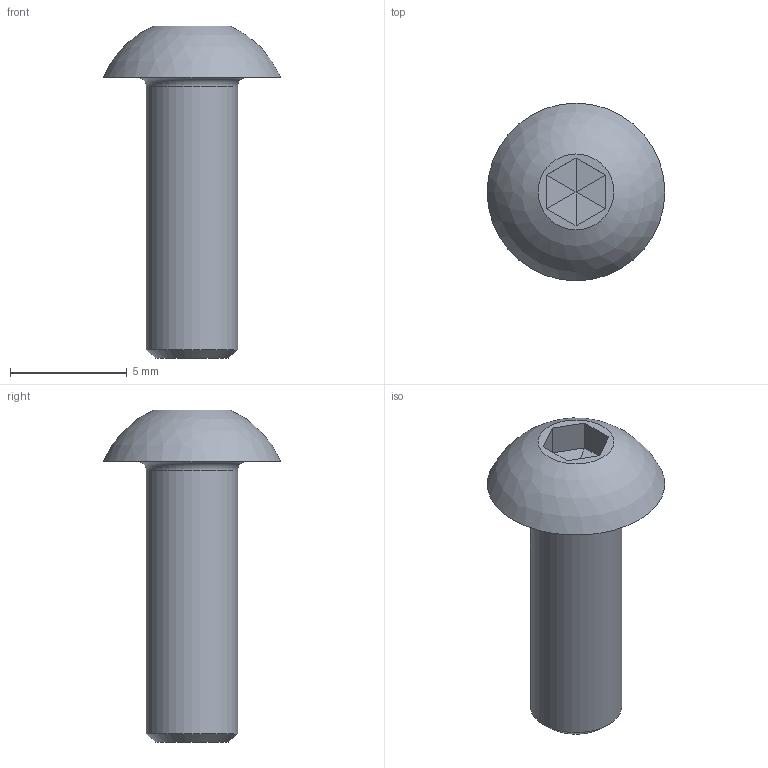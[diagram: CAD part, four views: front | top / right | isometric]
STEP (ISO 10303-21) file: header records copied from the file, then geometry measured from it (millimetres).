
FILE_DESCRIPTION(/* description */ (''),/* implementation_level */ '2;1');
FILE_NAME(/* name */ 'M4x12mm Socket Button Head.step',/* time_stamp */ '2026-01-14T13:07:50-05:00',/* author */ (''),/* organization */ (''),/* preprocessor_version */ 'ST-DEVELOPER v20.1',/* originating_system */ 'Autodesk Translation Framework v14.21.0.0',/* authorisation */ '');
FILE_SCHEMA (('AUTOMOTIVE_DESIGN { 1 0 10303 214 3 1 1 }'));
Length unit declared in the file: millimetre
Products named in the file (2): 2026-01-14-13-01-06-344; ISO 7380-1 - M4 x 12 Steel 4.6 Plain
Assembly tree (1 placements, depth 2):
  2026-01-14-13-01-06-344
    ISO 7380-1 - M4 x 12 Steel 4.6 Plain
Bounding box: 7.6 x 7.6 x 14.2 mm (x, y, z)
Volume: 201 mm3; surface area: 264.3 mm2
Topology: 1 solids, 1 shells, 19 faces, 34 edges, 19 vertices
Faces by surface type: plane 15, cone 1, torus 1, cylinder 1, sphere 1
Full cylindrical faces by diameter (mm): 3.908 x1
Entity records: 501 total; most frequent: DIRECTION 86, CARTESIAN_POINT 75, ORIENTED_EDGE 68, EDGE_CURVE 34, AXIS2_PLACEMENT_3D 30, LINE 26, VECTOR 26, EDGE_LOOP 21
